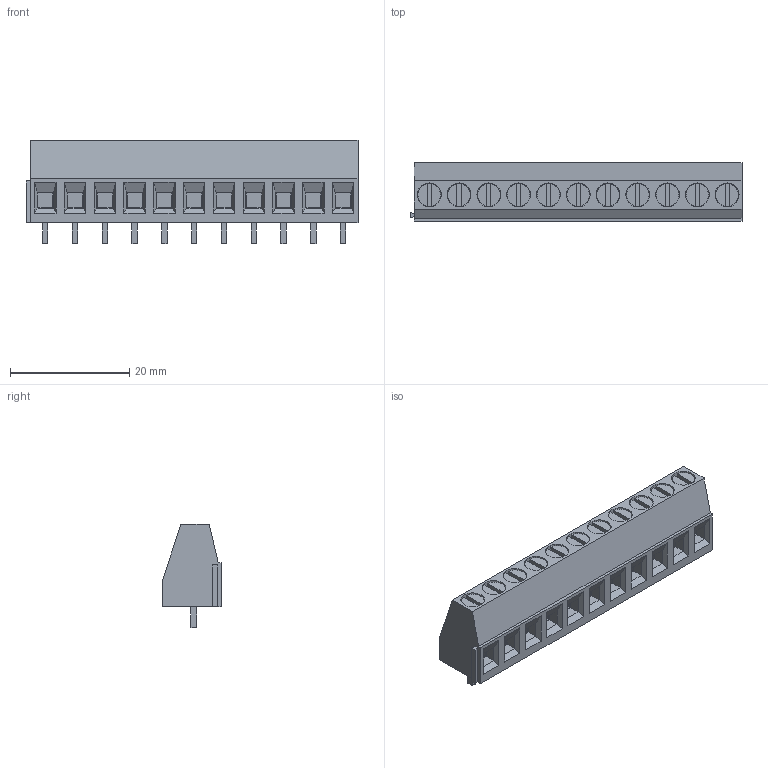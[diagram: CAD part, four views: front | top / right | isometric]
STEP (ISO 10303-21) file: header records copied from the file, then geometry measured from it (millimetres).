
FILE_DESCRIPTION(/* description */ ('model of TerminalBlock_Phoenix_MKDS-1,5-11_1x11_P5.00mm_Horizontal'),/* implementation_level */ '2;1');
FILE_NAME(/* name */ 'TerminalBlock_Phoenix_MKDS-1,5-11_1x11_P5.00mm_Horizontal.step',/* time_stamp */ '2020-05-14T18:22:15',/* author */ ('kicad StepUp','ksu'),/* organization */ ('FreeCAD'),/* preprocessor_version */ 'OCC',/* originating_system */ 'kicad StepUp',/* authorisation */ '');
FILE_SCHEMA(('AUTOMOTIVE_DESIGN { 1 0 10303 214 1 1 1 1 }'));
Length unit declared in the file: millimetre
Products named in the file (1): TerminalBlock_Phoenix_MKDS_15_11_1x11_P500mm_Horizontal
Bounding box: 55.74 x 9.8 x 17.3 mm (x, y, z)
Volume: 5501.2 mm3; surface area: 6264.7 mm2
Topology: 1 solids, 1 shells, 413 faces, 1035 edges, 646 vertices
Faces by surface type: plane 347, bspline 44, cylinder 22
Full cylindrical faces by diameter (mm): 3.8 x11, 4 x11
Entity records: 28307 total; most frequent: CARTESIAN_POINT 4803, DIRECTION 3724, LINE 2357, VECTOR 2357, ORIENTED_EDGE 2070, PCURVE 2070, DEFINITIONAL_REPRESENTATION 2070, EDGE_CURVE 1035
